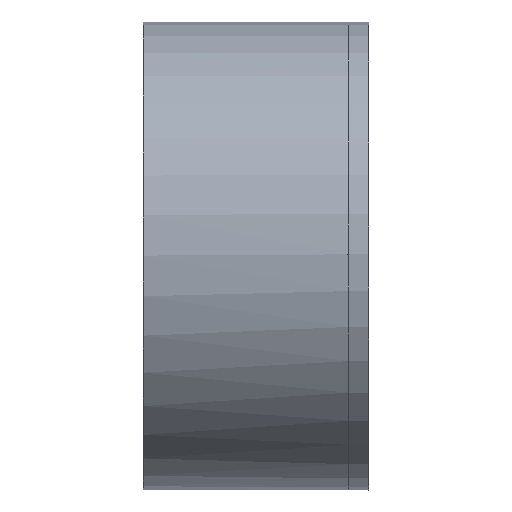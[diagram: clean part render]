
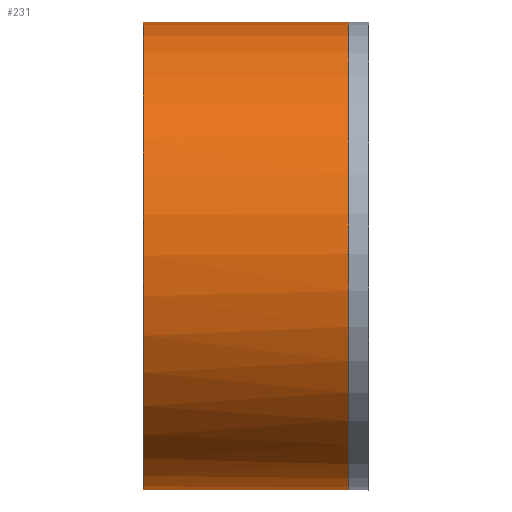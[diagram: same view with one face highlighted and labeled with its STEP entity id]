
A CAD part, top view. The second image highlights one B-rep face of the part: STEP entity #231.
In plain terms, the highlighted cylindrical face has radius 20 mm (diameter 40 mm), a partial arc.
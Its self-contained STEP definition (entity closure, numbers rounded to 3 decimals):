
#4 = CARTESIAN_POINT ( 'NONE',  ( 7.39, -20., 0. ) ) ;
#9 = DIRECTION ( 'NONE',  ( 0., 0., 1. ) ) ;
#12 = EDGE_CURVE ( 'NONE', #205, #304, #141, .T. ) ;
#20 = AXIS2_PLACEMENT_3D ( 'NONE', #167, #162, #290 ) ;
#36 = DIRECTION ( 'NONE',  ( -1., 0., 0. ) ) ;
#40 = DIRECTION ( 'NONE',  ( 0., 0., 1. ) ) ;
#46 = DIRECTION ( 'NONE',  ( -1., 0., 0. ) ) ;
#50 = EDGE_CURVE ( 'NONE', #227, #58, #311, .T. ) ;
#58 = VERTEX_POINT ( 'NONE', #263 ) ;
#61 = DIRECTION ( 'NONE',  ( 0., 0., 1. ) ) ;
#73 = EDGE_CURVE ( 'NONE', #58, #304, #398, .T. ) ;
#76 = CARTESIAN_POINT ( 'NONE',  ( 7.39, 20., 0. ) ) ;
#83 = EDGE_CURVE ( 'NONE', #300, #205, #138, .T. ) ;
#85 = AXIS2_PLACEMENT_3D ( 'NONE', #285, #103, #61 ) ;
#93 = EDGE_CURVE ( 'NONE', #95, #300, #306, .T. ) ;
#95 = VERTEX_POINT ( 'NONE', #4 ) ;
#99 = CARTESIAN_POINT ( 'NONE',  ( -10.167, 0., 0. ) ) ;
#100 = ORIENTED_EDGE ( 'NONE', *, *, #93, .T. ) ;
#103 = DIRECTION ( 'NONE',  ( -1., 0., 0. ) ) ;
#110 = CARTESIAN_POINT ( 'NONE',  ( -1.389, 20., 0. ) ) ;
#111 = CARTESIAN_POINT ( 'NONE',  ( 7.39, 0.106, 20. ) ) ;
#132 = DIRECTION ( 'NONE',  ( -1., 0., 0. ) ) ;
#138 = CIRCLE ( 'NONE', #294, 20. ) ;
#141 = LINE ( 'NONE', #110, #301 ) ;
#159 = EDGE_LOOP ( 'NONE', ( #100, #249, #292, #346, #188, #174 ) ) ;
#162 = DIRECTION ( 'NONE',  ( -1., 0., 0. ) ) ;
#167 = CARTESIAN_POINT ( 'NONE',  ( -10.167, 0., 0. ) ) ;
#169 = DIRECTION ( 'NONE',  ( -1., 0., 0. ) ) ;
#174 = ORIENTED_EDGE ( 'NONE', *, *, #313, .F. ) ;
#188 = ORIENTED_EDGE ( 'NONE', *, *, #50, .F. ) ;
#199 = DIRECTION ( 'NONE',  ( 0., -1., 0. ) ) ;
#204 = CARTESIAN_POINT ( 'NONE',  ( -1.389, 0., 0. ) ) ;
#205 = VERTEX_POINT ( 'NONE', #76 ) ;
#227 = VERTEX_POINT ( 'NONE', #289 ) ;
#230 = FACE_OUTER_BOUND ( 'NONE', #159, .T. ) ;
#231 = ADVANCED_FACE ( 'NONE', ( #230 ), #326, .T. ) ;
#232 = CARTESIAN_POINT ( 'NONE',  ( -10.167, 20., 0. ) ) ;
#237 = AXIS2_PLACEMENT_3D ( 'NONE', #204, #169, #199 ) ;
#249 = ORIENTED_EDGE ( 'NONE', *, *, #83, .T. ) ;
#255 = LINE ( 'NONE', #279, #312 ) ;
#263 = CARTESIAN_POINT ( 'NONE',  ( -10.167, 0., 20. ) ) ;
#270 = AXIS2_PLACEMENT_3D ( 'NONE', #99, #132, #9 ) ;
#279 = CARTESIAN_POINT ( 'NONE',  ( -1.389, -20., 0. ) ) ;
#285 = CARTESIAN_POINT ( 'NONE',  ( 7.39, 0., 0. ) ) ;
#289 = CARTESIAN_POINT ( 'NONE',  ( -10.167, -20., 0. ) ) ;
#290 = DIRECTION ( 'NONE',  ( 0., 0., 1. ) ) ;
#292 = ORIENTED_EDGE ( 'NONE', *, *, #12, .T. ) ;
#294 = AXIS2_PLACEMENT_3D ( 'NONE', #322, #328, #40 ) ;
#300 = VERTEX_POINT ( 'NONE', #111 ) ;
#301 = VECTOR ( 'NONE', #46, 1000. ) ;
#304 = VERTEX_POINT ( 'NONE', #232 ) ;
#306 = CIRCLE ( 'NONE', #85, 20. ) ;
#311 = CIRCLE ( 'NONE', #270, 20. ) ;
#312 = VECTOR ( 'NONE', #36, 1000. ) ;
#313 = EDGE_CURVE ( 'NONE', #95, #227, #255, .T. ) ;
#322 = CARTESIAN_POINT ( 'NONE',  ( 7.39, 0., 0. ) ) ;
#326 = CYLINDRICAL_SURFACE ( 'NONE', #237, 20. ) ;
#328 = DIRECTION ( 'NONE',  ( -1., 0., 0. ) ) ;
#346 = ORIENTED_EDGE ( 'NONE', *, *, #73, .F. ) ;
#398 = CIRCLE ( 'NONE', #20, 20. ) ;
